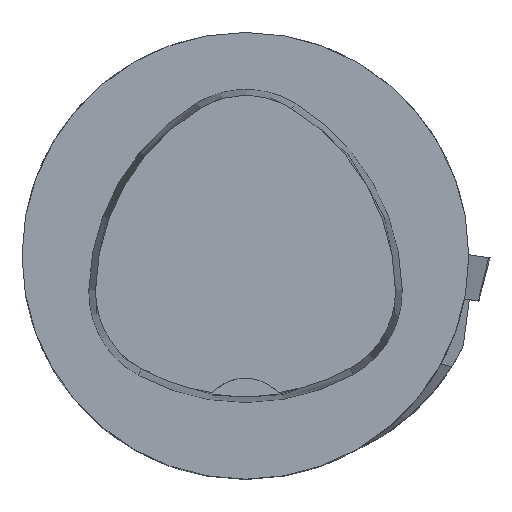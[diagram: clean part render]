
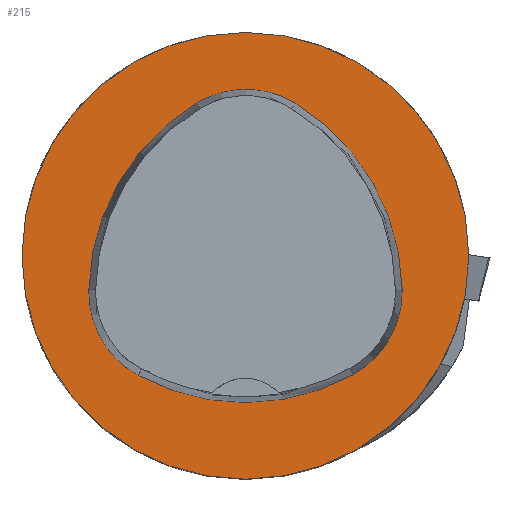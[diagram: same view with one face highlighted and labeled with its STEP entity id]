
A CAD part, top view. The second image highlights one B-rep face of the part: STEP entity #215.
In plain terms, the highlighted planar face has unit normal (0, 0, 1).
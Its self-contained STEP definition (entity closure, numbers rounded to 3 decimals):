
#215=ADVANCED_FACE('',(#413,#414),#259,.T.);
#259=PLANE('',#1231);
#413=FACE_BOUND('',#470,.T.);
#414=FACE_BOUND('',#471,.T.);
#470=EDGE_LOOP('',(#662,#663,#664,#665,#666,#667));
#471=EDGE_LOOP('',(#668));
#662=ORIENTED_EDGE('',*,*,#978,.F.);
#663=ORIENTED_EDGE('',*,*,#973,.F.);
#664=ORIENTED_EDGE('',*,*,#968,.F.);
#665=ORIENTED_EDGE('',*,*,#965,.F.);
#666=ORIENTED_EDGE('',*,*,#962,.F.);
#667=ORIENTED_EDGE('',*,*,#958,.F.);
#668=ORIENTED_EDGE('',*,*,#981,.T.);
#847=VERTEX_POINT('',#1940);
#848=VERTEX_POINT('',#1941);
#851=VERTEX_POINT('',#1949);
#853=VERTEX_POINT('',#1955);
#855=VERTEX_POINT('',#1961);
#859=VERTEX_POINT('',#1974);
#863=VERTEX_POINT('',#1992);
#958=EDGE_CURVE('',#847,#848,#1050,.T.);
#962=EDGE_CURVE('',#848,#851,#1052,.T.);
#965=EDGE_CURVE('',#851,#853,#1054,.T.);
#968=EDGE_CURVE('',#853,#855,#1056,.T.);
#973=EDGE_CURVE('',#855,#859,#1059,.T.);
#978=EDGE_CURVE('',#859,#847,#1062,.T.);
#981=EDGE_CURVE('',#863,#863,#1065,.T.);
#1050=CIRCLE('',#1208,20.);
#1052=CIRCLE('',#1211,8.5);
#1054=CIRCLE('',#1214,20.);
#1056=CIRCLE('',#1217,8.5);
#1059=CIRCLE('',#1221,20.);
#1062=CIRCLE('',#1225,8.5);
#1065=CIRCLE('',#1230,20.);
#1208=AXIS2_PLACEMENT_3D('',#1939,#1430,#1431);
#1211=AXIS2_PLACEMENT_3D('',#1948,#1438,#1439);
#1214=AXIS2_PLACEMENT_3D('',#1954,#1445,#1446);
#1217=AXIS2_PLACEMENT_3D('',#1960,#1452,#1453);
#1221=AXIS2_PLACEMENT_3D('',#1973,#1461,#1462);
#1225=AXIS2_PLACEMENT_3D('',#1986,#1470,#1471);
#1230=AXIS2_PLACEMENT_3D('',#1991,#1480,#1481);
#1231=AXIS2_PLACEMENT_3D('',#1993,#1482,#1483);
#1430=DIRECTION('',(0.,0.,1.));
#1431=DIRECTION('',(1.,0.,0.));
#1438=DIRECTION('',(0.,0.,1.));
#1439=DIRECTION('',(1.,0.,0.));
#1445=DIRECTION('',(0.,0.,1.));
#1446=DIRECTION('',(1.,0.,0.));
#1452=DIRECTION('',(0.,0.,1.));
#1453=DIRECTION('',(1.,0.,0.));
#1461=DIRECTION('',(0.,0.,1.));
#1462=DIRECTION('',(1.,0.,0.));
#1470=DIRECTION('',(0.,0.,1.));
#1471=DIRECTION('',(1.,0.,0.));
#1480=DIRECTION('',(0.,0.,1.));
#1481=DIRECTION('',(1.,0.,0.));
#1482=DIRECTION('',(0.,0.,1.));
#1483=DIRECTION('',(-1.,0.,0.));
#1939=CARTESIAN_POINT('',(-5.955,-3.414,0.));
#1940=CARTESIAN_POINT('',(14.041,-3.042,0.));
#1941=CARTESIAN_POINT('',(4.472,13.653,0.));
#1948=CARTESIAN_POINT('',(0.04,6.4,0.));
#1949=CARTESIAN_POINT('',(-4.347,13.68,0.));
#1954=CARTESIAN_POINT('',(5.976,-3.45,0.));
#1955=CARTESIAN_POINT('',(-14.021,-3.075,0.));
#1960=CARTESIAN_POINT('',(-5.522,-3.235,0.));
#1961=CARTESIAN_POINT('',(-9.588,-10.699,0.));
#1973=CARTESIAN_POINT('',(-0.022,6.864,0.));
#1974=CARTESIAN_POINT('',(9.655,-10.639,0.));
#1986=CARTESIAN_POINT('',(5.543,-3.2,0.));
#1991=CARTESIAN_POINT('',(0.,0.,0.));
#1992=CARTESIAN_POINT('',(20.,0.,0.));
#1993=CARTESIAN_POINT('',(0.,0.,0.));
